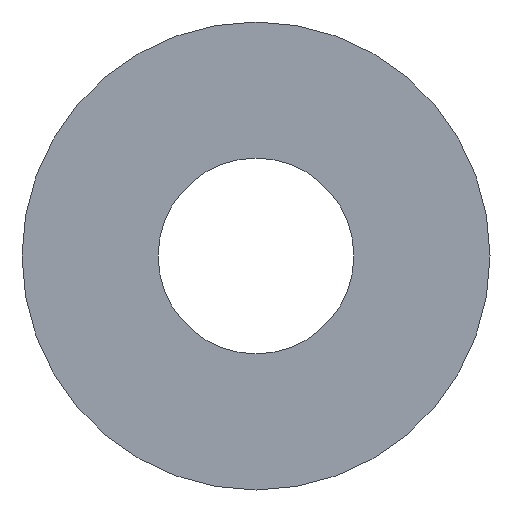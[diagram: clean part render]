
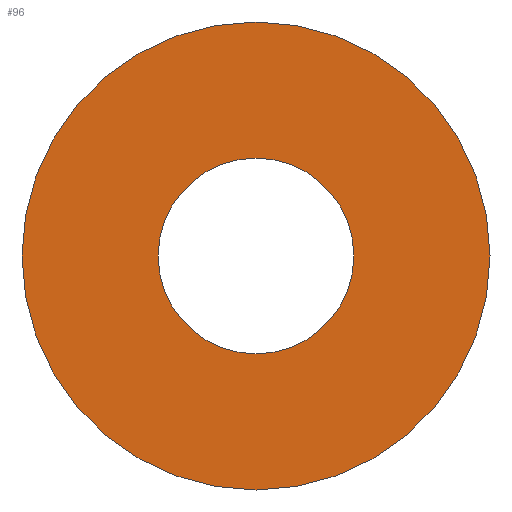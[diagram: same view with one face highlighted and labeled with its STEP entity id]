
A CAD part, front view. The second image highlights one B-rep face of the part: STEP entity #96.
In plain terms, the highlighted planar face has unit normal (0, -1, 0).
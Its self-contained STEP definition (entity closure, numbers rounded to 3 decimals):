
#4 = DIRECTION ( 'NONE',  ( 0., 0., 1. ) ) ;
#17 = CARTESIAN_POINT ( 'NONE',  ( 0., 0., -18.05 ) ) ;
#33 = VERTEX_POINT ( 'NONE', #17 ) ;
#34 = DIRECTION ( 'NONE',  ( 0., 0., 1. ) ) ;
#45 = FACE_BOUND ( 'NONE', #87, .T. ) ;
#50 = FACE_OUTER_BOUND ( 'NONE', #202, .T. ) ;
#51 = DIRECTION ( 'NONE',  ( 0., 1., 0. ) ) ;
#62 = AXIS2_PLACEMENT_3D ( 'NONE', #156, #51, #34 ) ;
#71 = EDGE_CURVE ( 'NONE', #166, #112, #125, .T. ) ;
#84 = ORIENTED_EDGE ( 'NONE', *, *, #244, .T. ) ;
#87 = EDGE_LOOP ( 'NONE', ( #216, #84 ) ) ;
#89 = AXIS2_PLACEMENT_3D ( 'NONE', #208, #106, #180 ) ;
#92 = PLANE ( 'NONE',  #175 ) ;
#96 = ADVANCED_FACE ( 'NONE', ( #50, #45 ), #92, .F. ) ;
#102 = DIRECTION ( 'NONE',  ( 0., 1., 0. ) ) ;
#106 = DIRECTION ( 'NONE',  ( 0., 1., 0. ) ) ;
#109 = CIRCLE ( 'NONE', #317, 18.05 ) ;
#111 = VERTEX_POINT ( 'NONE', #248 ) ;
#112 = VERTEX_POINT ( 'NONE', #196 ) ;
#119 = DIRECTION ( 'NONE',  ( 0., 0., 1. ) ) ;
#125 = CIRCLE ( 'NONE', #308, 7.55 ) ;
#128 = CARTESIAN_POINT ( 'NONE',  ( 0., 0., 0. ) ) ;
#148 = CARTESIAN_POINT ( 'NONE',  ( 0., 0., 0. ) ) ;
#152 = EDGE_CURVE ( 'NONE', #111, #33, #325, .T. ) ;
#156 = CARTESIAN_POINT ( 'NONE',  ( 0., 0., 0. ) ) ;
#166 = VERTEX_POINT ( 'NONE', #280 ) ;
#175 = AXIS2_PLACEMENT_3D ( 'NONE', #148, #200, #205 ) ;
#180 = DIRECTION ( 'NONE',  ( 0., 0., 1. ) ) ;
#191 = ORIENTED_EDGE ( 'NONE', *, *, #256, .F. ) ;
#196 = CARTESIAN_POINT ( 'NONE',  ( 0., 0., 7.55 ) ) ;
#199 = CIRCLE ( 'NONE', #62, 7.55 ) ;
#200 = DIRECTION ( 'NONE',  ( 0., 1., 0. ) ) ;
#202 = EDGE_LOOP ( 'NONE', ( #191, #258 ) ) ;
#205 = DIRECTION ( 'NONE',  ( 0., 0., 1. ) ) ;
#208 = CARTESIAN_POINT ( 'NONE',  ( 0., 0., 0. ) ) ;
#216 = ORIENTED_EDGE ( 'NONE', *, *, #71, .T. ) ;
#244 = EDGE_CURVE ( 'NONE', #112, #166, #199, .T. ) ;
#248 = CARTESIAN_POINT ( 'NONE',  ( 0., 0., 18.05 ) ) ;
#255 = DIRECTION ( 'NONE',  ( 0., 1., 0. ) ) ;
#256 = EDGE_CURVE ( 'NONE', #33, #111, #109, .T. ) ;
#258 = ORIENTED_EDGE ( 'NONE', *, *, #152, .F. ) ;
#280 = CARTESIAN_POINT ( 'NONE',  ( 0., 0., -7.55 ) ) ;
#285 = CARTESIAN_POINT ( 'NONE',  ( 0., 0., 0. ) ) ;
#308 = AXIS2_PLACEMENT_3D ( 'NONE', #128, #102, #119 ) ;
#317 = AXIS2_PLACEMENT_3D ( 'NONE', #285, #255, #4 ) ;
#325 = CIRCLE ( 'NONE', #89, 18.05 ) ;
